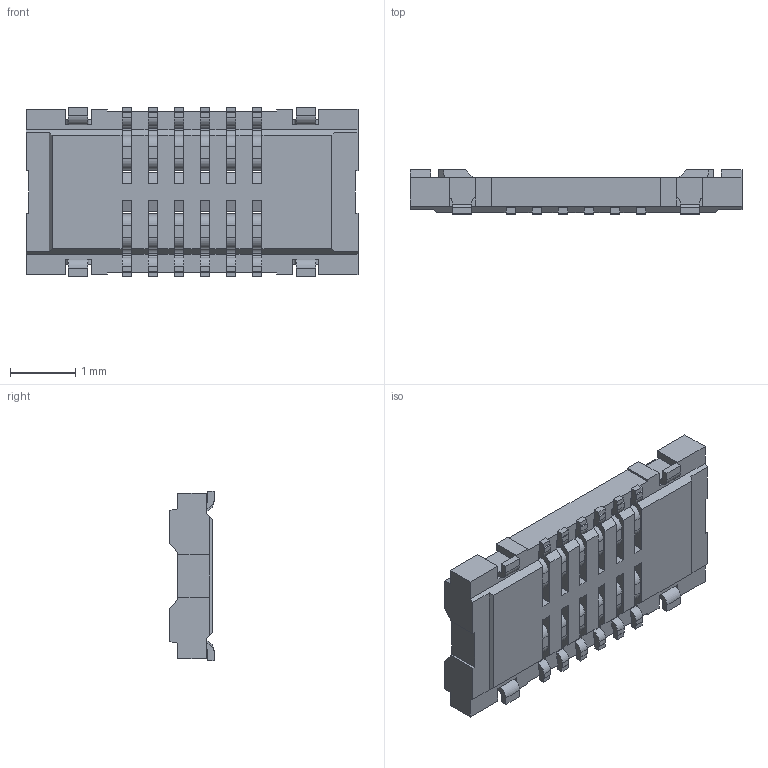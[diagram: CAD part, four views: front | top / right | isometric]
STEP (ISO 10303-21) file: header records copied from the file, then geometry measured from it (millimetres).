
FILE_DESCRIPTION((''),'2;1');
FILE_NAME('5035481220','2014-02-04T',('me'),(''),'PRO/ENGINEER BY PARAMETRIC TECHNOLOGY CORPORATION, 2011490','PRO/ENGINEER BY PARAMETRIC TECHNOLOGY CORPORATION, 2011490','');
FILE_SCHEMA(('CONFIG_CONTROL_DESIGN'));
Length unit declared in the file: millimetre
Products named in the file (1): 5035481220
Bounding box: 5.1 x 0.68 x 2.6 mm (x, y, z)
Volume: 4.2 mm3; surface area: 64.3 mm2
Topology: 1 solids, 1 shells, 797 faces, 2510 edges, 1684 vertices
Faces by surface type: plane 589, cylinder 204, torus 4
Entity records: 27619 total; most frequent: CARTESIAN_POINT 4952, ORIENTED_EDGE 4892, DIRECTION 4510, EDGE_CURVE 2446, VECTOR 2098, LINE 2098, VERTEX_POINT 1620, AXIS2_PLACEMENT_3D 1206
